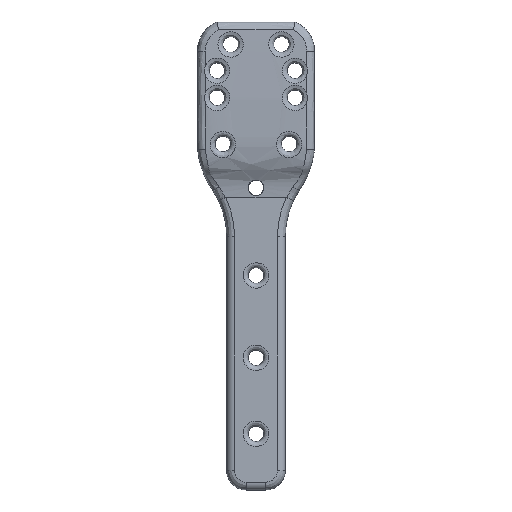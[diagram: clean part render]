
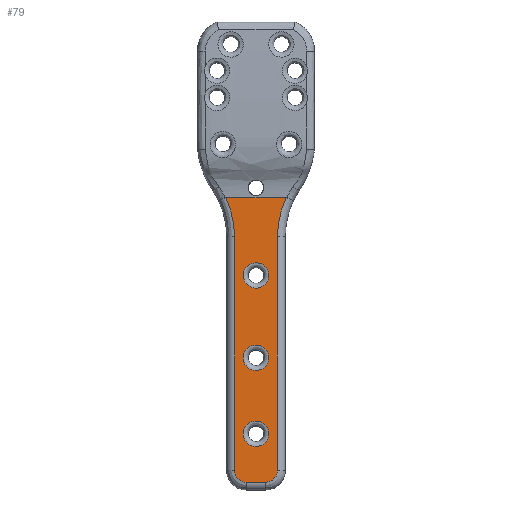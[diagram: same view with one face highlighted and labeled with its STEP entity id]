
A CAD part, top view. The second image highlights one B-rep face of the part: STEP entity #79.
In plain terms, the highlighted free-form (B-spline) face has degree [1, 1] with [2, 2] control points.
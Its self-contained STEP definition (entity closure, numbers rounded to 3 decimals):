
#21 = EDGE_CURVE('',#22,#22,#24,.T.);
#22 = VERTEX_POINT('',#23);
#23 = CARTESIAN_POINT('',(8.361,148.997,-121.3
    ));
#24 = ( BOUNDED_CURVE() B_SPLINE_CURVE(2,(#25,#26,#27,#28,#29,#30,#31),
.UNSPECIFIED.,.T.,.F.) B_SPLINE_CURVE_WITH_KNOTS((3,2,2,3),(
    3.142,5.236,7.33,9.425),
.PIECEWISE_BEZIER_KNOTS.) CURVE() GEOMETRIC_REPRESENTATION_ITEM() 
RATIONAL_B_SPLINE_CURVE((1.,0.5,1.,0.5,1.,0.5,1.)) REPRESENTATION_ITEM(
  '') );
#25 = CARTESIAN_POINT('',(8.361,148.997,-121.3
    ));
#26 = CARTESIAN_POINT('',(8.361,163.479,-121.3
    ));
#27 = CARTESIAN_POINT('',(-4.18,156.238,
    -121.3));
#28 = CARTESIAN_POINT('',(-16.722,148.997,
    -121.3));
#29 = CARTESIAN_POINT('',(-4.18,141.757,
    -121.3));
#30 = CARTESIAN_POINT('',(8.361,134.516,-121.3
    ));
#31 = CARTESIAN_POINT('',(8.361,148.997,-121.3
    ));
#79 = ADVANCED_FACE('',(#80,#142,#156,#170),#173,.T.);
#80 = FACE_BOUND('',#81,.T.);
#81 = EDGE_LOOP('',(#82,#92,#99,#107,#114,#122,#129,#137));
#82 = ORIENTED_EDGE('',*,*,#83,.F.);
#83 = EDGE_CURVE('',#84,#86,#88,.T.);
#84 = VERTEX_POINT('',#85);
#85 = CARTESIAN_POINT('',(-14.149,279.15,
    -121.3));
#86 = VERTEX_POINT('',#87);
#87 = CARTESIAN_POINT('',(-19.964,304.876,
    -121.3));
#88 = ( BOUNDED_CURVE() B_SPLINE_CURVE(2,(#89,#90,#91),.UNSPECIFIED.,.F.
,.F.) B_SPLINE_CURVE_WITH_KNOTS((3,3),(6.038,6.483),
.PIECEWISE_BEZIER_KNOTS.) CURVE() GEOMETRIC_REPRESENTATION_ITEM() 
RATIONAL_B_SPLINE_CURVE((1.,0.975,1.)) REPRESENTATION_ITEM('') 
  );
#89 = CARTESIAN_POINT('',(-14.149,279.15,
    -121.3));
#90 = CARTESIAN_POINT('',(-14.149,292.67,
    -121.3));
#91 = CARTESIAN_POINT('',(-19.964,304.876,
    -121.3));
#92 = ORIENTED_EDGE('',*,*,#93,.F.);
#93 = EDGE_CURVE('',#94,#84,#96,.T.);
#94 = VERTEX_POINT('',#95);
#95 = CARTESIAN_POINT('',(-14.149,124.796,
    -121.3));
#96 = B_SPLINE_CURVE_WITH_KNOTS('',1,(#97,#98),.UNSPECIFIED.,.F.,.F.,(2,
    2),(-130.,-10.),.PIECEWISE_BEZIER_KNOTS.);
#97 = CARTESIAN_POINT('',(-14.149,124.796,
    -121.3));
#98 = CARTESIAN_POINT('',(-14.149,279.15,
    -121.3));
#99 = ORIENTED_EDGE('',*,*,#100,.F.);
#100 = EDGE_CURVE('',#101,#94,#103,.T.);
#101 = VERTEX_POINT('',#102);
#102 = CARTESIAN_POINT('',(-6.431,117.078,
    -121.3));
#103 = ( BOUNDED_CURVE() B_SPLINE_CURVE(2,(#104,#105,#106),
.UNSPECIFIED.,.F.,.F.) B_SPLINE_CURVE_WITH_KNOTS((3,3),(5.498,
7.069),.PIECEWISE_BEZIER_KNOTS.) CURVE() 
GEOMETRIC_REPRESENTATION_ITEM() RATIONAL_B_SPLINE_CURVE((1.,
0.707,1.)) REPRESENTATION_ITEM('') );
#104 = CARTESIAN_POINT('',(-6.431,117.078,
    -121.3));
#105 = CARTESIAN_POINT('',(-14.149,117.078,
    -121.3));
#106 = CARTESIAN_POINT('',(-14.149,124.796,
    -121.3));
#107 = ORIENTED_EDGE('',*,*,#108,.F.);
#108 = EDGE_CURVE('',#109,#101,#111,.T.);
#109 = VERTEX_POINT('',#110);
#110 = CARTESIAN_POINT('',(6.431,117.078,
    -121.3));
#111 = B_SPLINE_CURVE_WITH_KNOTS('',1,(#112,#113),.UNSPECIFIED.,.F.,.F.,
  (2,2),(-5.,5.),.PIECEWISE_BEZIER_KNOTS.);
#112 = CARTESIAN_POINT('',(6.431,117.078,
    -121.3));
#113 = CARTESIAN_POINT('',(-6.431,117.078,
    -121.3));
#114 = ORIENTED_EDGE('',*,*,#115,.F.);
#115 = EDGE_CURVE('',#116,#109,#118,.T.);
#116 = VERTEX_POINT('',#117);
#117 = CARTESIAN_POINT('',(14.149,124.796,
    -121.3));
#118 = ( BOUNDED_CURVE() B_SPLINE_CURVE(2,(#119,#120,#121),
.UNSPECIFIED.,.F.,.F.) B_SPLINE_CURVE_WITH_KNOTS((3,3),(5.498,
7.069),.PIECEWISE_BEZIER_KNOTS.) CURVE() 
GEOMETRIC_REPRESENTATION_ITEM() RATIONAL_B_SPLINE_CURVE((1.,
0.707,1.)) REPRESENTATION_ITEM('') );
#119 = CARTESIAN_POINT('',(14.149,124.796,
    -121.3));
#120 = CARTESIAN_POINT('',(14.149,117.078,
    -121.3));
#121 = CARTESIAN_POINT('',(6.431,117.078,
    -121.3));
#122 = ORIENTED_EDGE('',*,*,#123,.F.);
#123 = EDGE_CURVE('',#124,#116,#126,.T.);
#124 = VERTEX_POINT('',#125);
#125 = CARTESIAN_POINT('',(14.149,279.15,
    -121.3));
#126 = B_SPLINE_CURVE_WITH_KNOTS('',1,(#127,#128),.UNSPECIFIED.,.F.,.F.,
  (2,2),(-55.,65.),.PIECEWISE_BEZIER_KNOTS.);
#127 = CARTESIAN_POINT('',(14.149,279.15,
    -121.3));
#128 = CARTESIAN_POINT('',(14.149,124.796,
    -121.3));
#129 = ORIENTED_EDGE('',*,*,#130,.F.);
#130 = EDGE_CURVE('',#131,#124,#133,.T.);
#131 = VERTEX_POINT('',#132);
#132 = CARTESIAN_POINT('',(19.964,304.876,
    -121.3));
#133 = ( BOUNDED_CURVE() B_SPLINE_CURVE(2,(#134,#135,#136),
.UNSPECIFIED.,.F.,.F.) B_SPLINE_CURVE_WITH_KNOTS((3,3),(6.084,
6.528),.PIECEWISE_BEZIER_KNOTS.) CURVE() 
GEOMETRIC_REPRESENTATION_ITEM() RATIONAL_B_SPLINE_CURVE((1.,
0.975,1.)) REPRESENTATION_ITEM('') );
#134 = CARTESIAN_POINT('',(19.964,304.876,
    -121.3));
#135 = CARTESIAN_POINT('',(14.149,292.67,
    -121.3));
#136 = CARTESIAN_POINT('',(14.149,279.15,
    -121.3));
#137 = ORIENTED_EDGE('',*,*,#138,.T.);
#138 = EDGE_CURVE('',#131,#86,#139,.T.);
#139 = B_SPLINE_CURVE_WITH_KNOTS('',1,(#140,#141),.UNSPECIFIED.,.F.,.F.,
  (2,2),(-15.521,15.521),.PIECEWISE_BEZIER_KNOTS.);
#140 = CARTESIAN_POINT('',(19.964,304.876,
    -121.3));
#141 = CARTESIAN_POINT('',(-19.964,304.876,
    -121.3));
#142 = FACE_BOUND('',#143,.T.);
#143 = EDGE_LOOP('',(#144));
#144 = ORIENTED_EDGE('',*,*,#145,.F.);
#145 = EDGE_CURVE('',#146,#146,#148,.T.);
#146 = VERTEX_POINT('',#147);
#147 = CARTESIAN_POINT('',(8.361,199.126,
    -121.3));
#148 = ( BOUNDED_CURVE() B_SPLINE_CURVE(2,(#149,#150,#151,#152,#153,#154
,#155),.UNSPECIFIED.,.T.,.F.) B_SPLINE_CURVE_WITH_KNOTS((3,2,2,3),(
    3.142,5.236,7.33,9.425),
.PIECEWISE_BEZIER_KNOTS.) CURVE() GEOMETRIC_REPRESENTATION_ITEM() 
RATIONAL_B_SPLINE_CURVE((1.,0.5,1.,0.5,1.,0.5,1.)) REPRESENTATION_ITEM(
  '') );
#149 = CARTESIAN_POINT('',(8.361,199.126,
    -121.3));
#150 = CARTESIAN_POINT('',(8.361,213.608,-121.3
    ));
#151 = CARTESIAN_POINT('',(-4.18,206.367,
    -121.3));
#152 = CARTESIAN_POINT('',(-16.722,199.126,
    -121.3));
#153 = CARTESIAN_POINT('',(-4.18,191.886,
    -121.3));
#154 = CARTESIAN_POINT('',(8.361,184.645,
    -121.3));
#155 = CARTESIAN_POINT('',(8.361,199.126,
    -121.3));
#156 = FACE_BOUND('',#157,.T.);
#157 = EDGE_LOOP('',(#158));
#158 = ORIENTED_EDGE('',*,*,#159,.F.);
#159 = EDGE_CURVE('',#160,#160,#162,.T.);
#160 = VERTEX_POINT('',#161);
#161 = CARTESIAN_POINT('',(8.361,253.424,
    -121.3));
#162 = ( BOUNDED_CURVE() B_SPLINE_CURVE(2,(#163,#164,#165,#166,#167,#168
,#169),.UNSPECIFIED.,.T.,.F.) B_SPLINE_CURVE_WITH_KNOTS((3,2,2,3),(
    3.142,5.236,7.33,9.425),
.PIECEWISE_BEZIER_KNOTS.) CURVE() GEOMETRIC_REPRESENTATION_ITEM() 
RATIONAL_B_SPLINE_CURVE((1.,0.5,1.,0.5,1.,0.5,1.)) REPRESENTATION_ITEM(
  '') );
#163 = CARTESIAN_POINT('',(8.361,253.424,
    -121.3));
#164 = CARTESIAN_POINT('',(8.361,267.906,
    -121.3));
#165 = CARTESIAN_POINT('',(-4.18,260.665,
    -121.3));
#166 = CARTESIAN_POINT('',(-16.722,253.424,
    -121.3));
#167 = CARTESIAN_POINT('',(-4.18,246.184,
    -121.3));
#168 = CARTESIAN_POINT('',(8.361,238.943,
    -121.3));
#169 = CARTESIAN_POINT('',(8.361,253.424,
    -121.3));
#170 = FACE_BOUND('',#171,.T.);
#171 = EDGE_LOOP('',(#172));
#172 = ORIENTED_EDGE('',*,*,#21,.F.);
#173 = B_SPLINE_SURFACE_WITH_KNOTS('',1,1,(
    (#174,#175)
    ,(#176,#177
    )),.UNSPECIFIED.,.F.,.F.,.F.,(2,2),(2,2),(0.,146.),
  (-15.521,15.521),.PIECEWISE_BEZIER_KNOTS.);
#174 = CARTESIAN_POINT('',(-19.964,304.876,
    -121.3));
#175 = CARTESIAN_POINT('',(19.964,304.876,
    -121.3));
#176 = CARTESIAN_POINT('',(-19.964,117.078,
    -121.3));
#177 = CARTESIAN_POINT('',(19.964,117.078,
    -121.3));
